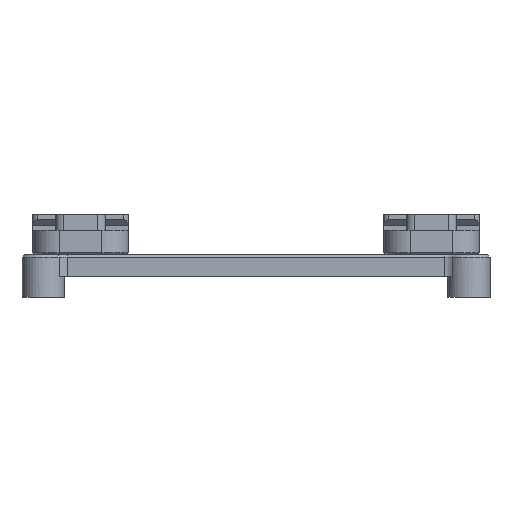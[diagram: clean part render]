
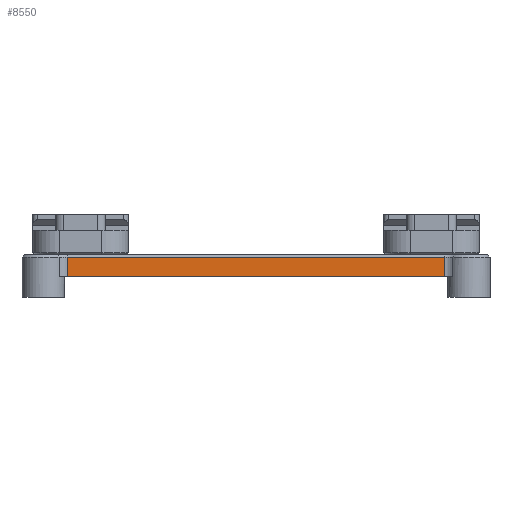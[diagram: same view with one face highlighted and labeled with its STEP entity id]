
A CAD part, front view. The second image highlights one B-rep face of the part: STEP entity #8550.
In plain terms, the highlighted planar face has unit normal (0, -1, 0).
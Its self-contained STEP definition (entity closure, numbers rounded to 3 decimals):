
#1181=FACE_OUTER_BOUND('',#1718,.T.);
#1718=EDGE_LOOP('',(#7432,#7433,#7434,#7435));
#2514=LINE('',#14342,#3323);
#2522=LINE('',#14368,#3331);
#2523=LINE('',#14372,#3332);
#2524=LINE('',#14373,#3333);
#3323=VECTOR('',#11771,10.);
#3331=VECTOR('',#11801,10.);
#3332=VECTOR('',#11806,10.);
#3333=VECTOR('',#11807,10.);
#4108=VERTEX_POINT('',#14336);
#4109=VERTEX_POINT('',#14340);
#4116=VERTEX_POINT('',#14367);
#4117=VERTEX_POINT('',#14371);
#5241=EDGE_CURVE('',#4109,#4108,#2514,.T.);
#5254=EDGE_CURVE('',#4108,#4116,#2522,.T.);
#5256=EDGE_CURVE('',#4117,#4109,#2523,.T.);
#5257=EDGE_CURVE('',#4116,#4117,#2524,.T.);
#7432=ORIENTED_EDGE('',*,*,#5241,.F.);
#7433=ORIENTED_EDGE('',*,*,#5256,.F.);
#7434=ORIENTED_EDGE('',*,*,#5257,.F.);
#7435=ORIENTED_EDGE('',*,*,#5254,.F.);
#8105=PLANE('',#9431);
#8550=ADVANCED_FACE('',(#1181),#8105,.T.);
#9431=AXIS2_PLACEMENT_3D('',#14370,#11804,#11805);
#11771=DIRECTION('',(1.,0.,0.));
#11801=DIRECTION('',(0.,0.,-1.));
#11804=DIRECTION('center_axis',(0.,-1.,0.));
#11805=DIRECTION('ref_axis',(-1.,0.,0.));
#11806=DIRECTION('',(0.,0.,1.));
#11807=DIRECTION('',(-1.,0.,0.));
#14336=CARTESIAN_POINT('',(172.626,50.5,-54.596));
#14340=CARTESIAN_POINT('',(101.57,50.5,-54.596));
#14342=CARTESIAN_POINT('',(171.866,50.5,-54.596));
#14367=CARTESIAN_POINT('',(172.626,50.5,-58.196));
#14368=CARTESIAN_POINT('',(172.626,50.5,-54.196));
#14370=CARTESIAN_POINT('Origin',(173.634,50.5,-54.196));
#14371=CARTESIAN_POINT('',(101.57,50.5,-58.196));
#14372=CARTESIAN_POINT('',(101.57,50.5,-54.196));
#14373=CARTESIAN_POINT('',(95.098,50.5,-58.196));
